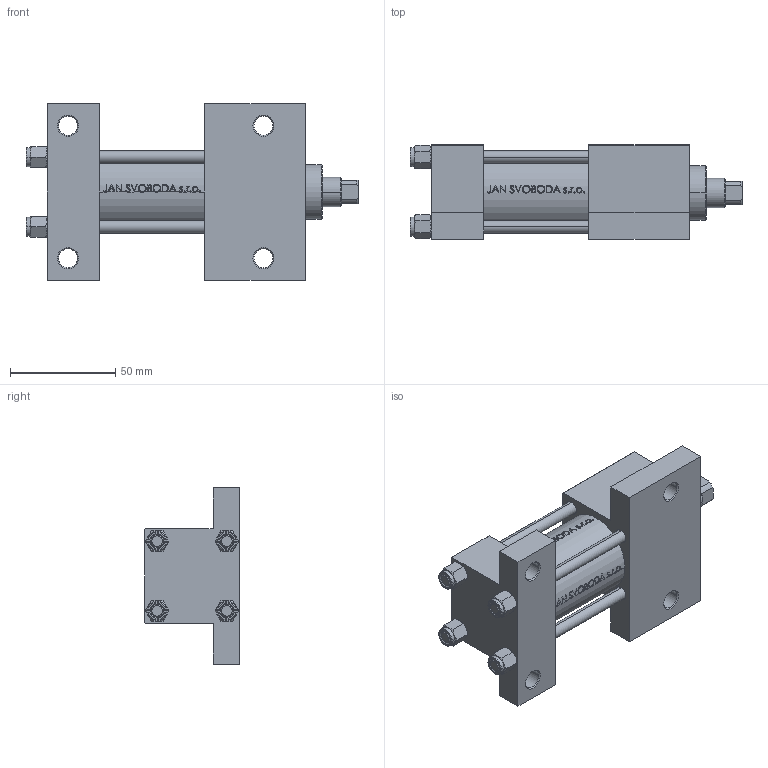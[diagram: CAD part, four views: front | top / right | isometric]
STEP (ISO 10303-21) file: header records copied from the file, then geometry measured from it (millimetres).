
FILE_DESCRIPTION (( 'STEP AP203' ), '1' );
FILE_NAME ('4fd3.STEP', '2023-08-22T19:43:20', ( '' ), ( '' ), 'SwSTEP 2.0', 'SolidWorks 2019', '' );
FILE_SCHEMA (( 'CONFIG_CONTROL_DESIGN' ));
Length unit declared in the file: millimetre
Products named in the file (6): V215CR_VCP_G 4e9835b2291fb33e80a5f633c9393a19; NUT_M5_G 4e9835b2291fb33e80a5f633c9393a19; V215_VC_A 4e9835b2291fb33e80a5f633c9393a19; V215CR_G_Body 4e9835b2291fb33e80a5f633c9393a19; 4fd3; V215CR_G_TYCINKA 4e9835b2291fb33e80a5f633c9393a19
Assembly tree (11 placements, depth 2):
  4fd3
    V215CR_G_Body 4e9835b2291fb33e80a5f633c9393a19
    V215CR_VCP_G 4e9835b2291fb33e80a5f633c9393a19
    V215CR_G_TYCINKA 4e9835b2291fb33e80a5f633c9393a19  x4
    NUT_M5_G 4e9835b2291fb33e80a5f633c9393a19  x4
    V215_VC_A 4e9835b2291fb33e80a5f633c9393a19
Bounding box: 158 x 45 x 84 mm (x, y, z)
Volume: 227954.8 mm3; surface area: 74460.2 mm2
Topology: 11 solids, 11 shells, 1086 faces, 2754 edges, 1767 vertices
Faces by surface type: plane 430, bspline 380, cone 144, cylinder 124, torus 8
Entity records: 47504 total; most frequent: CARTESIAN_POINT 25928, ORIENTED_EDGE 5000, DIRECTION 3038, EDGE_CURVE 2500, VERTEX_POINT 1623, VECTOR 1296, LINE 1296, EDGE_LOOP 1063
